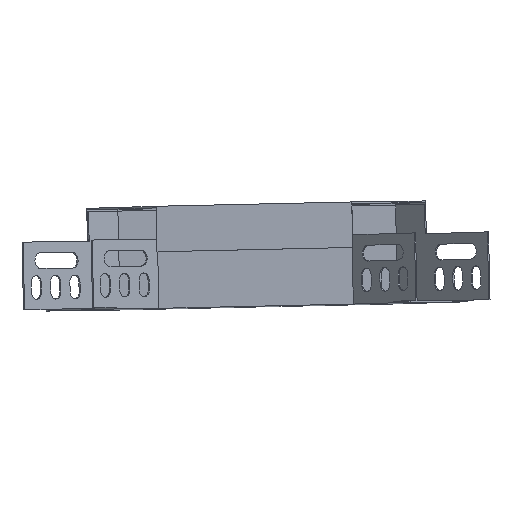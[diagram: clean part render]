
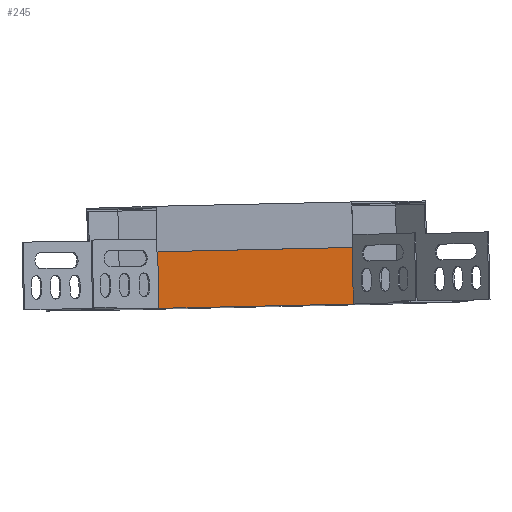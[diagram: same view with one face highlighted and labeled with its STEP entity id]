
A CAD part, top view. The second image highlights one B-rep face of the part: STEP entity #245.
In plain terms, the highlighted planar face has unit normal (-0.027, 0.006, 1).
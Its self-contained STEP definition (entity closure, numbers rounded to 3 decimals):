
#140 = DIRECTION ( 'NONE',  ( -0.999, -0.022, -0.027 ) ) ;
#234 = ORIENTED_EDGE ( 'NONE', *, *, #3843, .F. ) ;
#245 = ADVANCED_FACE ( 'NONE', ( #1341 ), #3446, .F. ) ;
#279 = CARTESIAN_POINT ( 'NONE',  ( -225.827, 37.79, 84.942 ) ) ;
#294 = LINE ( 'NONE', #510, #2948 ) ;
#348 = EDGE_CURVE ( 'NONE', #2889, #588, #2573, .T. ) ;
#402 = VECTOR ( 'NONE', #140, 1000. ) ;
#510 = CARTESIAN_POINT ( 'NONE',  ( -226.196, 2.774, 85.134 ) ) ;
#588 = VERTEX_POINT ( 'NONE', #3416 ) ;
#611 = VERTEX_POINT ( 'NONE', #642 ) ;
#642 = CARTESIAN_POINT ( 'NONE',  ( -225.065, 2.799, 85.165 ) ) ;
#830 = EDGE_LOOP ( 'NONE', ( #4124, #3281, #3153, #3253, #1114, #886, #234, #2581 ) ) ;
#886 = ORIENTED_EDGE ( 'NONE', *, *, #4183, .T. ) ;
#895 = CARTESIAN_POINT ( 'NONE',  ( -226.485, 52.779, 84.837 ) ) ;
#899 = DIRECTION ( 'NONE',  ( -0.022, 1., -0.006 ) ) ;
#916 = CARTESIAN_POINT ( 'NONE',  ( -226.485, 52.779, 84.837 ) ) ;
#1020 = AXIS2_PLACEMENT_3D ( 'NONE', #916, #3810, #1640 ) ;
#1103 = VERTEX_POINT ( 'NONE', #3306 ) ;
#1114 = ORIENTED_EDGE ( 'NONE', *, *, #4016, .T. ) ;
#1197 = DIRECTION ( 'NONE',  ( -0.999, -0.022, -0.027 ) ) ;
#1341 = FACE_OUTER_BOUND ( 'NONE', #830, .T. ) ;
#1414 = VECTOR ( 'NONE', #4211, 1000. ) ;
#1627 = VECTOR ( 'NONE', #2921, 1000. ) ;
#1640 = DIRECTION ( 'NONE',  ( -0.999, -0.022, -0.027 ) ) ;
#1865 = CARTESIAN_POINT ( 'NONE',  ( -225.827, 37.79, 84.942 ) ) ;
#1926 = DIRECTION ( 'NONE',  ( -0.999, -0.022, -0.027 ) ) ;
#1929 = VECTOR ( 'NONE', #1926, 1000. ) ;
#2049 = LINE ( 'NONE', #3009, #1929 ) ;
#2174 = VERTEX_POINT ( 'NONE', #279 ) ;
#2344 = VECTOR ( 'NONE', #1197, 1000. ) ;
#2445 = LINE ( 'NONE', #2624, #2344 ) ;
#2496 = LINE ( 'NONE', #3838, #1414 ) ;
#2526 = VERTEX_POINT ( 'NONE', #4362 ) ;
#2573 = LINE ( 'NONE', #3995, #1627 ) ;
#2581 = ORIENTED_EDGE ( 'NONE', *, *, #3749, .T. ) ;
#2621 = VECTOR ( 'NONE', #4408, 1000. ) ;
#2624 = CARTESIAN_POINT ( 'NONE',  ( -127.223, 39.954, 87.608 ) ) ;
#2648 = DIRECTION ( 'NONE',  ( 0.999, 0.022, 0.027 ) ) ;
#2850 = LINE ( 'NONE', #1865, #2621 ) ;
#2889 = VERTEX_POINT ( 'NONE', #3527 ) ;
#2921 = DIRECTION ( 'NONE',  ( -0.022, 1., -0.006 ) ) ;
#2948 = VECTOR ( 'NONE', #2648, 1000. ) ;
#3009 = CARTESIAN_POINT ( 'NONE',  ( -225.827, 37.79, 84.942 ) ) ;
#3080 = LINE ( 'NONE', #4472, #402 ) ;
#3153 = ORIENTED_EDGE ( 'NONE', *, *, #3952, .F. ) ;
#3253 = ORIENTED_EDGE ( 'NONE', *, *, #4108, .T. ) ;
#3281 = ORIENTED_EDGE ( 'NONE', *, *, #348, .T. ) ;
#3306 = CARTESIAN_POINT ( 'NONE',  ( -127.223, 39.954, 87.608 ) ) ;
#3349 = VERTEX_POINT ( 'NONE', #895 ) ;
#3357 = CARTESIAN_POINT ( 'NONE',  ( -127.55, 54.951, 87.512 ) ) ;
#3416 = CARTESIAN_POINT ( 'NONE',  ( -127.554, 39.947, 87.599 ) ) ;
#3446 = PLANE ( 'NONE',  #1020 ) ;
#3527 = CARTESIAN_POINT ( 'NONE',  ( -126.792, 4.956, 87.822 ) ) ;
#3567 = LINE ( 'NONE', #3792, #4545 ) ;
#3749 = EDGE_CURVE ( 'NONE', #2174, #611, #2850, .T. ) ;
#3792 = CARTESIAN_POINT ( 'NONE',  ( -126.479, 5.763, 87.826 ) ) ;
#3810 = DIRECTION ( 'NONE',  ( 0.027, -0.006, -1. ) ) ;
#3838 = CARTESIAN_POINT ( 'NONE',  ( -225.413, 3.591, 85.151 ) ) ;
#3843 = EDGE_CURVE ( 'NONE', #2174, #2526, #2049, .T. ) ;
#3952 = EDGE_CURVE ( 'NONE', #1103, #588, #2445, .T. ) ;
#3954 = VERTEX_POINT ( 'NONE', #3357 ) ;
#3995 = CARTESIAN_POINT ( 'NONE',  ( -126.81, 5.756, 87.817 ) ) ;
#4016 = EDGE_CURVE ( 'NONE', #3954, #3349, #3080, .T. ) ;
#4037 = EDGE_CURVE ( 'NONE', #611, #2889, #294, .T. ) ;
#4108 = EDGE_CURVE ( 'NONE', #1103, #3954, #3567, .T. ) ;
#4124 = ORIENTED_EDGE ( 'NONE', *, *, #4037, .T. ) ;
#4183 = EDGE_CURVE ( 'NONE', #3349, #2526, #2496, .T. ) ;
#4211 = DIRECTION ( 'NONE',  ( 0.022, -1., 0.006 ) ) ;
#4362 = CARTESIAN_POINT ( 'NONE',  ( -226.158, 37.783, 84.933 ) ) ;
#4408 = DIRECTION ( 'NONE',  ( 0.022, -1., 0.006 ) ) ;
#4472 = CARTESIAN_POINT ( 'NONE',  ( -226.485, 52.779, 84.837 ) ) ;
#4545 = VECTOR ( 'NONE', #899, 1000. ) ;
